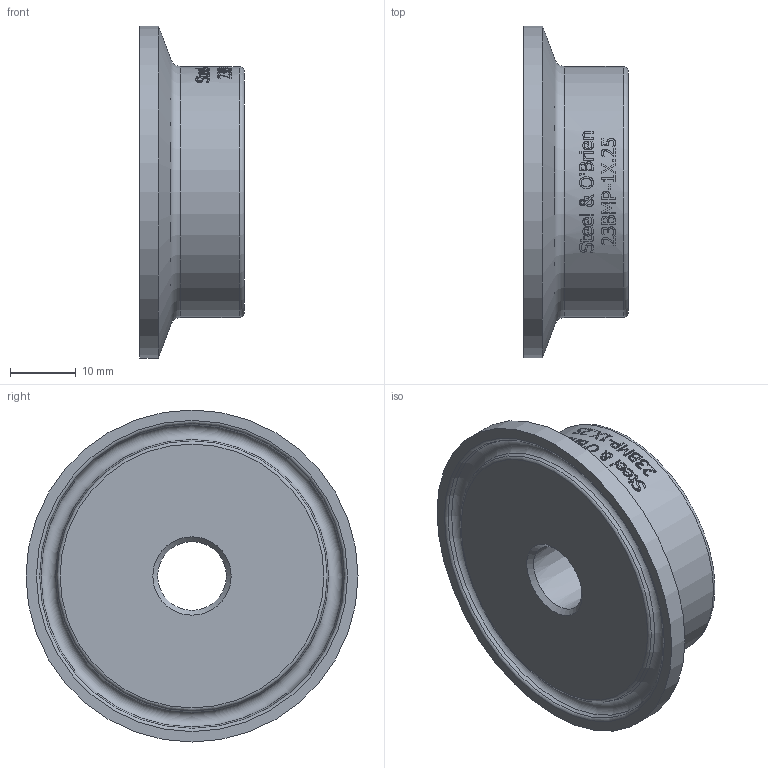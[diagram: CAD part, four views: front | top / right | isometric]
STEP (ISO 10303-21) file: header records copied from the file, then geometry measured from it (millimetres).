
FILE_DESCRIPTION(/* description */ (''),/* implementation_level */ '2;1');
FILE_NAME(/* name */ '23BMP-1X.25.ipt.stp',/* time_stamp */ '2019-05-02T16:15:57-04:00',/* author */ ('Engineering'),/* organization */ (''),/* preprocessor_version */ 'ST-DEVELOPER v15.2',/* originating_system */ 'Autodesk Inventor 2014',/* authorisation */ '');
FILE_SCHEMA (('AUTOMOTIVE_DESIGN { 1 0 10303 214 3 1 1 }'));
Length unit declared in the file: inch
Products named in the file (1): 23BMP-1X.25
Bounding box: 15.88 x 50.39 x 50.39 mm (x, y, z)
Volume: 19504.9 mm3; surface area: 6280 mm2
Topology: 1 solids, 1 shells, 416 faces, 1121 edges, 744 vertices
Faces by surface type: bspline 196, plane 171, cylinder 38, cone 6, torus 5
Full cylindrical faces by diameter (mm): 38.1 x1, 50.394 x1
Entity records: 16628 total; most frequent: CARTESIAN_POINT 7313, ORIENTED_EDGE 2216, DIRECTION 1372, EDGE_CURVE 1108, VERTEX_POINT 744, LINE 502, VECTOR 502, EDGE_LOOP 468
